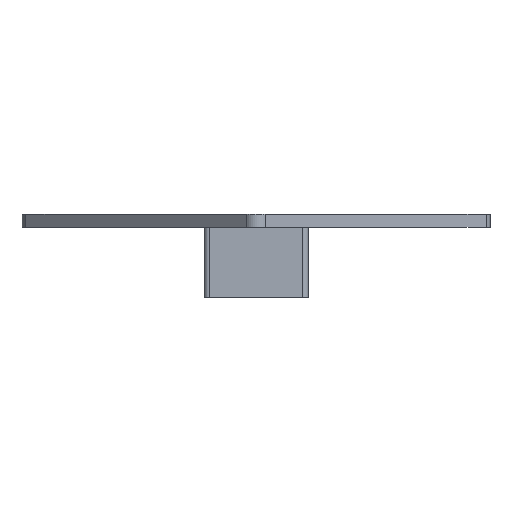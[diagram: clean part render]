
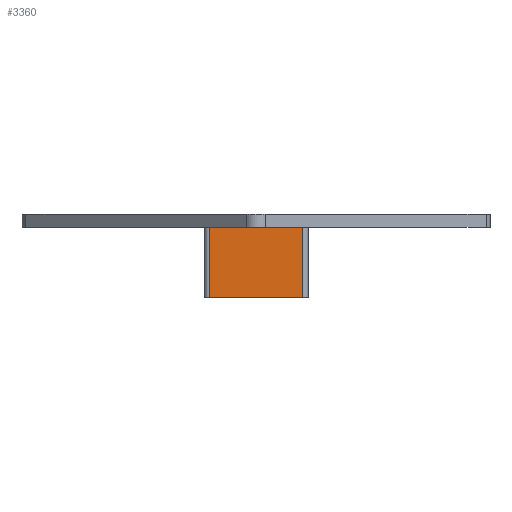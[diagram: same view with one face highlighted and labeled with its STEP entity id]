
A CAD part, left-side view. The second image highlights one B-rep face of the part: STEP entity #3360.
In plain terms, the highlighted planar face has unit normal (-1, 0, 0).
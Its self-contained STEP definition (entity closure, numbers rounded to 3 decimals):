
#602 = VERTEX_POINT('',#603);
#603 = CARTESIAN_POINT('',(-124.511,-18.,15.));
#610 = EDGE_CURVE('',#602,#611,#613,.T.);
#611 = VERTEX_POINT('',#612);
#612 = CARTESIAN_POINT('',(-124.511,18.,15.));
#613 = LINE('',#614,#615);
#614 = CARTESIAN_POINT('',(-124.511,-18.,15.));
#615 = VECTOR('',#616,1.);
#616 = DIRECTION('',(0.,1.,0.));
#3317 = VERTEX_POINT('',#3318);
#3318 = CARTESIAN_POINT('',(-124.511,-18.,-12.));
#3325 = EDGE_CURVE('',#602,#3317,#3326,.T.);
#3326 = LINE('',#3327,#3328);
#3327 = CARTESIAN_POINT('',(-124.511,-18.,15.));
#3328 = VECTOR('',#3329,1.);
#3329 = DIRECTION('',(0.,0.,-1.));
#3360 = ADVANCED_FACE('',(#3361),#3379,.F.);
#3361 = FACE_BOUND('',#3362,.F.);
#3362 = EDGE_LOOP('',(#3363,#3364,#3372,#3378));
#3363 = ORIENTED_EDGE('',*,*,#3325,.T.);
#3364 = ORIENTED_EDGE('',*,*,#3365,.T.);
#3365 = EDGE_CURVE('',#3317,#3366,#3368,.T.);
#3366 = VERTEX_POINT('',#3367);
#3367 = CARTESIAN_POINT('',(-124.511,18.,-12.));
#3368 = LINE('',#3369,#3370);
#3369 = CARTESIAN_POINT('',(-124.511,-18.,-12.));
#3370 = VECTOR('',#3371,1.);
#3371 = DIRECTION('',(0.,1.,0.));
#3372 = ORIENTED_EDGE('',*,*,#3373,.F.);
#3373 = EDGE_CURVE('',#611,#3366,#3374,.T.);
#3374 = LINE('',#3375,#3376);
#3375 = CARTESIAN_POINT('',(-124.511,18.,15.));
#3376 = VECTOR('',#3377,1.);
#3377 = DIRECTION('',(0.,0.,-1.));
#3378 = ORIENTED_EDGE('',*,*,#610,.F.);
#3379 = PLANE('',#3380);
#3380 = AXIS2_PLACEMENT_3D('',#3381,#3382,#3383);
#3381 = CARTESIAN_POINT('',(-124.511,-18.,15.));
#3382 = DIRECTION('',(1.,0.,0.));
#3383 = DIRECTION('',(0.,1.,0.));
